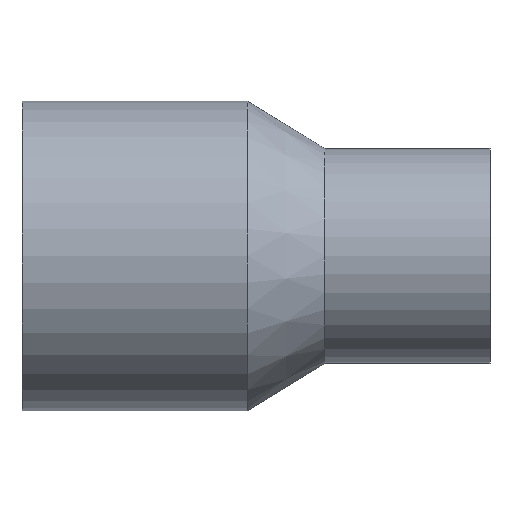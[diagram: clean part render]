
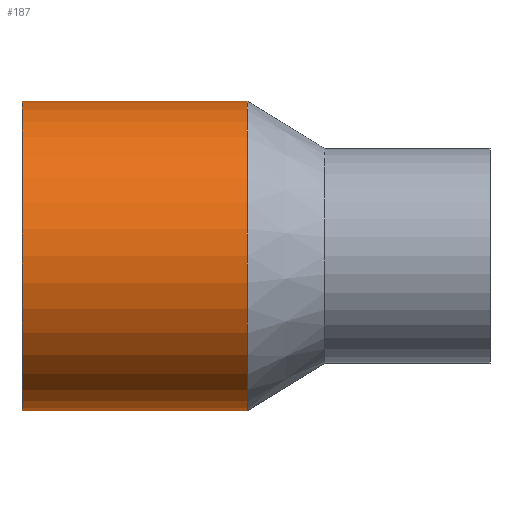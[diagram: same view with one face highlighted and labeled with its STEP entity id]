
A CAD part, top view. The second image highlights one B-rep face of the part: STEP entity #187.
In plain terms, the highlighted cylindrical face has radius 90 mm (diameter 180 mm), a partial arc.
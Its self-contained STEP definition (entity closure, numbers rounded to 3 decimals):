
#85 = EDGE_CURVE( '', #173, #191, #219, .T. );
#87 = EDGE_CURVE( '', #119, #177, #221, .T. );
#119 = VERTEX_POINT( '', #258 );
#173 = VERTEX_POINT( '', #317 );
#177 = VERTEX_POINT( '', #323 );
#183 = EDGE_CURVE( '', #177, #191, #329, .T. );
#187 = ADVANCED_FACE( '', ( #334 ), #335, .T. );
#191 = VERTEX_POINT( '', #340 );
#199 = EDGE_CURVE( '', #173, #119, #349, .T. );
#219 = CIRCLE( '', #361, 90. );
#221 = CIRCLE( '', #364, 90. );
#258 = CARTESIAN_POINT( '', ( 131., -90., 0. ) );
#317 = CARTESIAN_POINT( '', ( 0., -90., 0. ) );
#323 = CARTESIAN_POINT( '', ( 131., 90., 0. ) );
#329 = LINE( '', #504, #505 );
#334 = FACE_OUTER_BOUND( '', #510, .T. );
#335 = CYLINDRICAL_SURFACE( '', #511, 90. );
#340 = CARTESIAN_POINT( '', ( 0., 90., 0. ) );
#349 = LINE( '', #527, #528 );
#361 = AXIS2_PLACEMENT_3D( '', #533, #534, #535 );
#364 = AXIS2_PLACEMENT_3D( '', #536, #537, #538 );
#504 = CARTESIAN_POINT( '', ( 65.5, 90., 0. ) );
#505 = VECTOR( '', #666, 1. );
#510 = EDGE_LOOP( '', ( #676, #677, #678, #679 ) );
#511 = AXIS2_PLACEMENT_3D( '', #680, #681, #682 );
#527 = CARTESIAN_POINT( '', ( 65.5, -90., 0. ) );
#528 = VECTOR( '', #702, 1. );
#533 = CARTESIAN_POINT( '', ( 0., 0., 0. ) );
#534 = DIRECTION( '', ( -1., 0., 0. ) );
#535 = DIRECTION( '', ( 0., 1., 0. ) );
#536 = CARTESIAN_POINT( '', ( 131., 0., 0. ) );
#537 = DIRECTION( '', ( -1., 0., 0. ) );
#538 = DIRECTION( '', ( 0., 1., 0. ) );
#666 = DIRECTION( '', ( -1., 0., 0. ) );
#676 = ORIENTED_EDGE( '', *, *, #183, .T. );
#677 = ORIENTED_EDGE( '', *, *, #85, .F. );
#678 = ORIENTED_EDGE( '', *, *, #199, .T. );
#679 = ORIENTED_EDGE( '', *, *, #87, .T. );
#680 = CARTESIAN_POINT( '', ( 65.5, 0., 0. ) );
#681 = DIRECTION( '', ( 1., 0., 0. ) );
#682 = DIRECTION( '', ( 0., 1., 0. ) );
#702 = DIRECTION( '', ( 1., 0., 0. ) );
